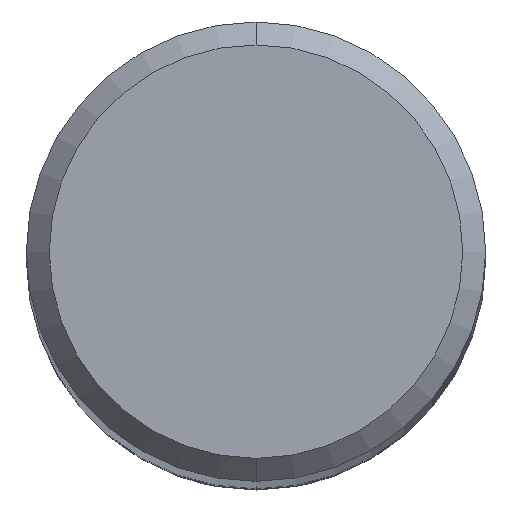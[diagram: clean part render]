
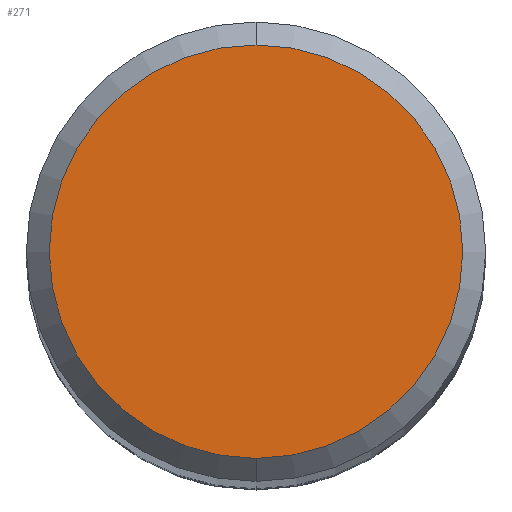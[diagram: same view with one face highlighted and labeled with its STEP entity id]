
A CAD part, top view. The second image highlights one B-rep face of the part: STEP entity #271.
In plain terms, the highlighted planar face has unit normal (0, 0, 1).
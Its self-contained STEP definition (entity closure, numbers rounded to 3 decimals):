
#271=ADVANCED_FACE('',(#584),#585,.T.);
#299=VERTEX_POINT('',#617);
#307=VERTEX_POINT('',#625);
#411=EDGE_CURVE('',#299,#307,#738,.T.);
#429=EDGE_CURVE('',#307,#299,#758,.T.);
#584=FACE_OUTER_BOUND('',#1057,.T.);
#585=PLANE('',#1058);
#617=CARTESIAN_POINT('',(0.,-3.6,0.0));
#625=CARTESIAN_POINT('',(0.0,3.6,0.0));
#738=CIRCLE('',#1369,3.6);
#758=CIRCLE('',#1397,3.6);
#1057=EDGE_LOOP('',(#1547,#1548));
#1058=AXIS2_PLACEMENT_3D('',#1549,#1550,#1551);
#1369=AXIS2_PLACEMENT_3D('',#1706,#1707,#1708);
#1397=AXIS2_PLACEMENT_3D('',#1733,#1734,#1735);
#1547=ORIENTED_EDGE('',*,*,#429,.F.);
#1548=ORIENTED_EDGE('',*,*,#411,.F.);
#1549=CARTESIAN_POINT('',(0.0,1.8,0.0));
#1550=DIRECTION('',(-0.0,0.0,1.0));
#1551=DIRECTION('',(0.0,-1.0,0.0));
#1706=CARTESIAN_POINT('',(0.0,0.0,0.0));
#1707=DIRECTION('',(0.0,0.0,-1.0));
#1708=DIRECTION('',(0.0,1.0,0.0));
#1733=CARTESIAN_POINT('',(0.0,0.0,0.0));
#1734=DIRECTION('',(0.0,0.0,-1.0));
#1735=DIRECTION('',(0.0,1.0,0.0));
